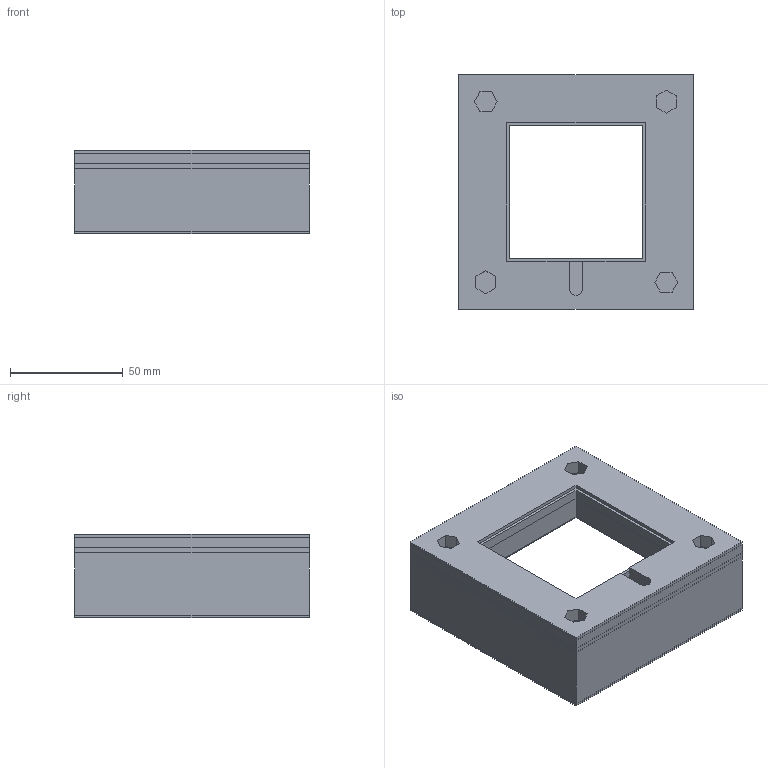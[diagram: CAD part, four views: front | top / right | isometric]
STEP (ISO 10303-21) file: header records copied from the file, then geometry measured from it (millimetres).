
FILE_DESCRIPTION(('FreeCAD Model'),'2;1');
FILE_NAME('Open CASCADE Shape Model','2023-04-30T10:56:06',('Author'),( ''),'Open CASCADE STEP processor 7.5','FreeCAD','Unknown');
FILE_SCHEMA(('AUTOMOTIVE_DESIGN { 1 0 10303 214 1 1 1 1 }'));
Length unit declared in the file: millimetre
Products named in the file (1): Box
Bounding box: 104 x 104 x 37 mm (x, y, z)
Volume: 130978.5 mm3; surface area: 51802.2 mm2
Topology: 1 solids, 1 shells, 80 faces, 188 edges, 116 vertices
Faces by surface type: plane 79, cylinder 1
Entity records: 4686 total; most frequent: CARTESIAN_POINT 773, DIRECTION 726, LINE 560, VECTOR 560, ORIENTED_EDGE 376, PCURVE 376, DEFINITIONAL_REPRESENTATION 376, EDGE_CURVE 188
